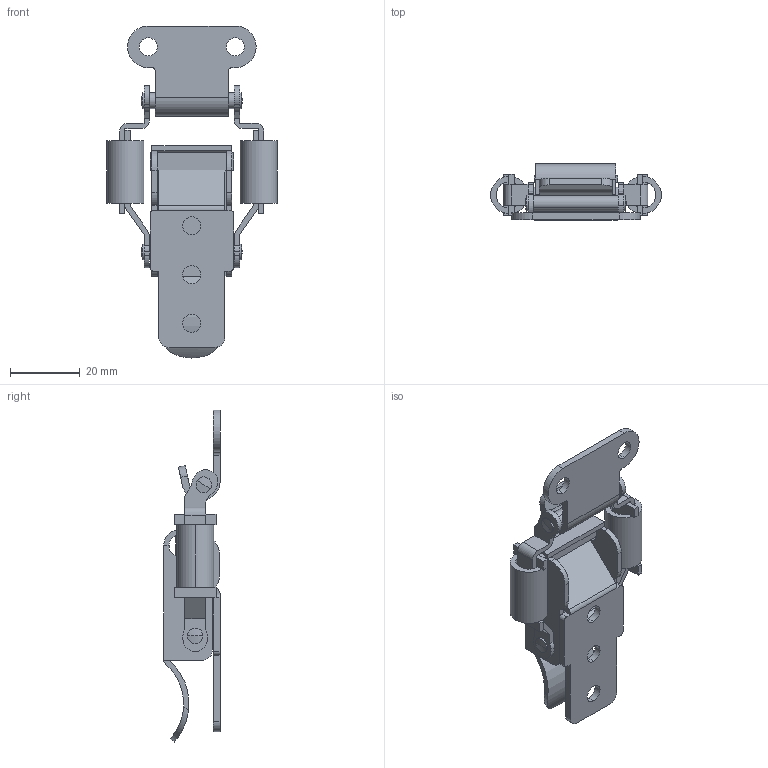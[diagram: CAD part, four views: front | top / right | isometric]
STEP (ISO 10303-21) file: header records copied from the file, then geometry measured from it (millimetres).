
FILE_DESCRIPTION (( 'STEP AP203' ), '1' );
FILE_NAME ('C-1007-1.STEP', '2009-11-18T04:10:28', ( ' ' ), ( ' ' ), 'SwSTEP 2.0', 'SolidWorks 2007', '' );
FILE_SCHEMA (( 'CONFIG_CONTROL_DESIGN' ));
Length unit declared in the file: millimetre
Products named in the file (9): C-1007-1僶僢僋傾乕儉__棉太倌; C-1007-1フロントアーム（L)__フロントアーム(R); C-1007-1フロントアーム（R)__フロントアーム(R); C-1007-1儗僶乕__棉太倌; C-1007-1庴嵗__棉太倌; C-1007-1儀乕僗__棉太倌; C-1007-1シャフト__カシメ状態; C-1007-1僗僾儕儞僌__棉太倌; C-1007-1
Assembly tree (11 placements, depth 2):
  C-1007-1
    C-1007-1庴嵗__棉太倌
    C-1007-1シャフト__カシメ状態  x2
    C-1007-1フロントアーム（L)__フロントアーム(R)
    C-1007-1僗僾儕儞僌__棉太倌  x2
    C-1007-1儀乕僗__棉太倌
    C-1007-1僶僢僋傾乕儉__棉太倌  x2
    C-1007-1フロントアーム（R)__フロントアーム(R)
    C-1007-1儗僶乕__棉太倌
Bounding box: 49.1 x 16.19 x 95.5 mm (x, y, z)
Volume: 11782.8 mm3; surface area: 16056.7 mm2
Topology: 12 solids, 12 shells, 250 faces, 650 edges, 432 vertices
Faces by surface type: plane 137, cylinder 105, sphere 8
Entity records: 7506 total; most frequent: CARTESIAN_POINT 1212, DIRECTION 1139, ORIENTED_EDGE 1074, EDGE_CURVE 537, AXIS2_PLACEMENT_3D 389, VECTOR 361, LINE 361, VERTEX_POINT 356
